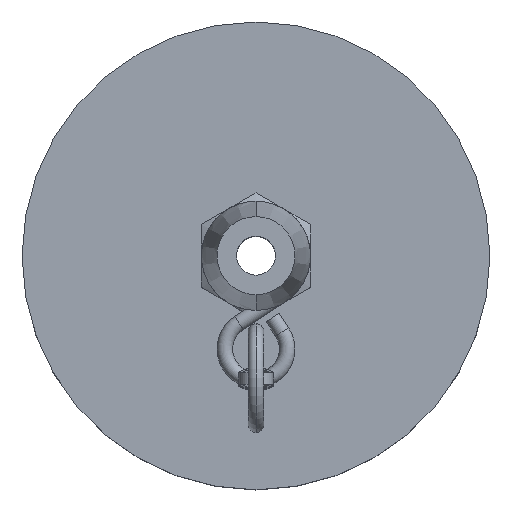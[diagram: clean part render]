
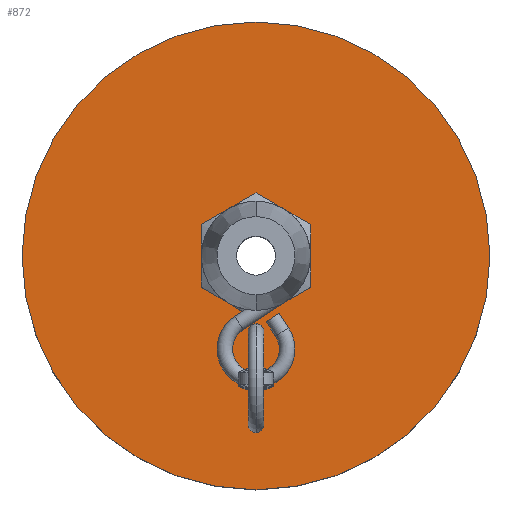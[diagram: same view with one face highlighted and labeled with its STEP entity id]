
A CAD part, top view. The second image highlights one B-rep face of the part: STEP entity #872.
In plain terms, the highlighted planar face has unit normal (0, 0, 1).
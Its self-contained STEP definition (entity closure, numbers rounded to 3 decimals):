
#141=CARTESIAN_POINT('',(0.,0.,6.5));
#142=DIRECTION('',(0.,0.,1.));
#143=DIRECTION('',(1.,0.,0.));
#144=AXIS2_PLACEMENT_3D('',#141,#142,#143);
#146=CARTESIAN_POINT('',(0.,0.,6.5));
#147=DIRECTION('',(0.,0.,1.));
#148=DIRECTION('',(-1.,0.,0.));
#149=AXIS2_PLACEMENT_3D('',#146,#147,#148);
#151=CARTESIAN_POINT('',(0.,0.,6.5));
#152=DIRECTION('',(0.,0.,1.));
#153=DIRECTION('',(-0.5,-0.866,0.));
#154=AXIS2_PLACEMENT_3D('',#151,#152,#153);
#156=CARTESIAN_POINT('',(0.,0.,6.5));
#157=DIRECTION('',(0.,0.,1.));
#158=DIRECTION('',(0.5,-0.866,0.));
#159=AXIS2_PLACEMENT_3D('',#156,#157,#158);
#161=CARTESIAN_POINT('',(0.,0.,6.5));
#162=DIRECTION('',(0.,0.,1.));
#163=DIRECTION('',(1.,0.,0.));
#164=AXIS2_PLACEMENT_3D('',#161,#162,#163);
#166=CARTESIAN_POINT('',(0.,0.,6.5));
#167=DIRECTION('',(0.,0.,1.));
#168=DIRECTION('',(0.5,0.866,0.));
#169=AXIS2_PLACEMENT_3D('',#166,#167,#168);
#171=CARTESIAN_POINT('',(0.,0.,6.5));
#172=DIRECTION('',(0.,0.,1.));
#173=DIRECTION('',(-0.5,0.866,0.));
#174=AXIS2_PLACEMENT_3D('',#171,#172,#173);
#176=CARTESIAN_POINT('',(0.,0.,6.5));
#177=DIRECTION('',(0.,0.,1.));
#178=DIRECTION('',(-1.,0.,0.));
#179=AXIS2_PLACEMENT_3D('',#176,#177,#178);
#539=CARTESIAN_POINT('',(30.,0.,6.5));
#540=CARTESIAN_POINT('',(-30.,0.,6.5));
#541=VERTEX_POINT('',#539);
#542=VERTEX_POINT('',#540);
#607=CARTESIAN_POINT('',(-3.5,-6.062,6.5));
#608=CARTESIAN_POINT('',(3.5,-6.062,6.5));
#609=VERTEX_POINT('',#607);
#610=VERTEX_POINT('',#608);
#611=CARTESIAN_POINT('',(7.,0.,6.5));
#612=VERTEX_POINT('',#611);
#613=CARTESIAN_POINT('',(3.5,6.062,6.5));
#614=VERTEX_POINT('',#613);
#615=CARTESIAN_POINT('',(-3.5,6.062,6.5));
#616=VERTEX_POINT('',#615);
#617=CARTESIAN_POINT('',(-7.,0.,6.5));
#618=VERTEX_POINT('',#617);
#849=CARTESIAN_POINT('',(0.,0.,6.5));
#850=DIRECTION('',(0.,0.,1.));
#851=DIRECTION('',(1.,0.,0.));
#852=AXIS2_PLACEMENT_3D('',#849,#850,#851);
#853=PLANE('',#852);
#854=ORIENTED_EDGE('',*,*,#829,.F.);
#855=ORIENTED_EDGE('',*,*,#843,.F.);
#856=EDGE_LOOP('',(#854,#855));
#857=FACE_OUTER_BOUND('',#856,.F.);
#859=ORIENTED_EDGE('',*,*,#858,.T.);
#861=ORIENTED_EDGE('',*,*,#860,.T.);
#863=ORIENTED_EDGE('',*,*,#862,.T.);
#865=ORIENTED_EDGE('',*,*,#864,.T.);
#867=ORIENTED_EDGE('',*,*,#866,.T.);
#869=ORIENTED_EDGE('',*,*,#868,.T.);
#870=EDGE_LOOP('',(#859,#861,#863,#865,#867,#869));
#871=FACE_BOUND('',#870,.F.);
#872=ADVANCED_FACE('',(#857,#871),#853,.T.);
#145=CIRCLE('',#144,30.);
#150=CIRCLE('',#149,30.);
#155=CIRCLE('',#154,7.);
#160=CIRCLE('',#159,7.);
#165=CIRCLE('',#164,7.);
#170=CIRCLE('',#169,7.);
#175=CIRCLE('',#174,7.);
#180=CIRCLE('',#179,7.);
#829=EDGE_CURVE('',#541,#542,#145,.T.);
#843=EDGE_CURVE('',#542,#541,#150,.T.);
#858=EDGE_CURVE('',#609,#610,#155,.T.);
#860=EDGE_CURVE('',#610,#612,#160,.T.);
#862=EDGE_CURVE('',#612,#614,#165,.T.);
#864=EDGE_CURVE('',#614,#616,#170,.T.);
#866=EDGE_CURVE('',#616,#618,#175,.T.);
#868=EDGE_CURVE('',#618,#609,#180,.T.);
